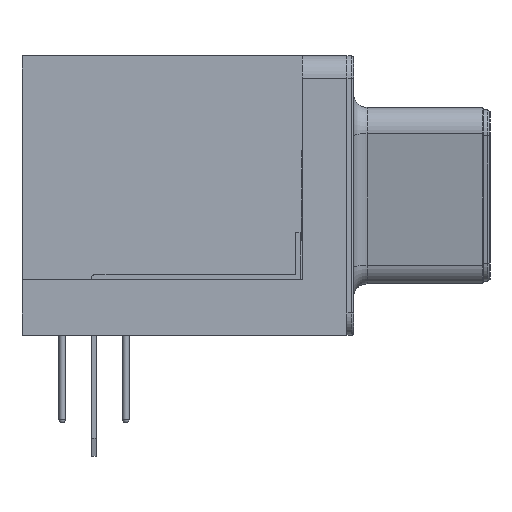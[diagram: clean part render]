
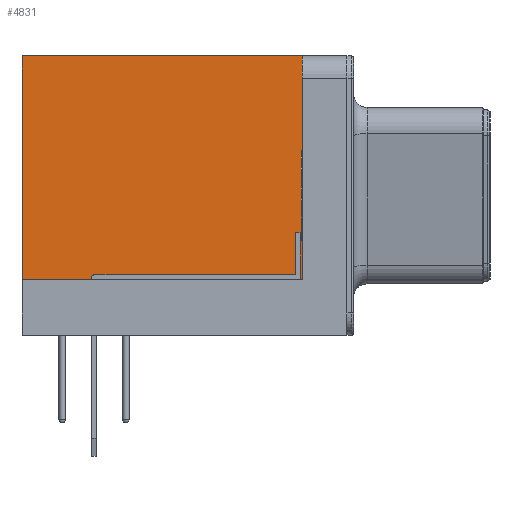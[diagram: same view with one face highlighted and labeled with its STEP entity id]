
A CAD part, left-side view. The second image highlights one B-rep face of the part: STEP entity #4831.
In plain terms, the highlighted planar face has unit normal (-1, 0, 0).
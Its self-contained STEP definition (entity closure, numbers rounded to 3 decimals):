
#4151 = VERTEX_POINT('',#4152);
#4152 = CARTESIAN_POINT('',(-37.67,1.8,12.5));
#4158 = EDGE_CURVE('',#4159,#4151,#4161,.T.);
#4159 = VERTEX_POINT('',#4160);
#4160 = CARTESIAN_POINT('',(-37.67,-10.74,12.5));
#4161 = LINE('',#4162,#4163);
#4162 = CARTESIAN_POINT('',(-37.67,-11.74,12.5));
#4163 = VECTOR('',#4164,1.);
#4164 = DIRECTION('',(0.,1.,0.));
#4741 = VERTEX_POINT('',#4742);
#4742 = CARTESIAN_POINT('',(-37.67,-10.74,2.5));
#4748 = EDGE_CURVE('',#4741,#4159,#4749,.T.);
#4749 = LINE('',#4750,#4751);
#4750 = CARTESIAN_POINT('',(-37.67,-10.74,2.5));
#4751 = VECTOR('',#4752,1.);
#4752 = DIRECTION('',(0.,0.,1.));
#4831 = ADVANCED_FACE('',(#4832),#4850,.F.);
#4832 = FACE_BOUND('',#4833,.F.);
#4833 = EDGE_LOOP('',(#4834,#4835,#4843,#4849));
#4834 = ORIENTED_EDGE('',*,*,#4748,.F.);
#4835 = ORIENTED_EDGE('',*,*,#4836,.T.);
#4836 = EDGE_CURVE('',#4741,#4837,#4839,.T.);
#4837 = VERTEX_POINT('',#4838);
#4838 = CARTESIAN_POINT('',(-37.67,1.8,2.5));
#4839 = LINE('',#4840,#4841);
#4840 = CARTESIAN_POINT('',(-37.67,-10.74,2.5));
#4841 = VECTOR('',#4842,1.);
#4842 = DIRECTION('',(0.,1.,0.));
#4843 = ORIENTED_EDGE('',*,*,#4844,.T.);
#4844 = EDGE_CURVE('',#4837,#4151,#4845,.T.);
#4845 = LINE('',#4846,#4847);
#4846 = CARTESIAN_POINT('',(-37.67,1.8,4.375));
#4847 = VECTOR('',#4848,1.);
#4848 = DIRECTION('',(0.,0.,1.));
#4849 = ORIENTED_EDGE('',*,*,#4158,.F.);
#4850 = PLANE('',#4851);
#4851 = AXIS2_PLACEMENT_3D('',#4852,#4853,#4854);
#4852 = CARTESIAN_POINT('',(-37.67,-10.74,2.5));
#4853 = DIRECTION('',(1.,0.,0.));
#4854 = DIRECTION('',(0.,0.,1.));
